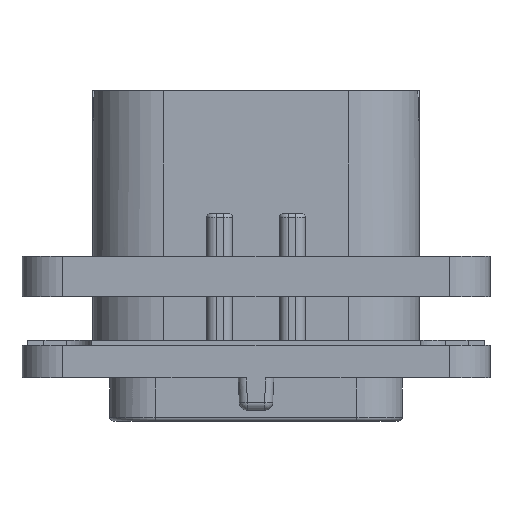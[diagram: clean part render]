
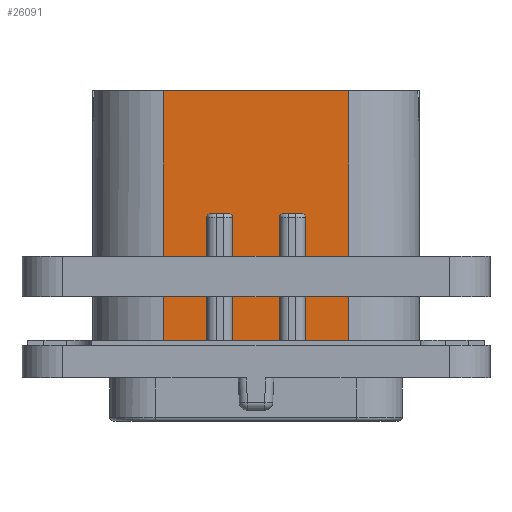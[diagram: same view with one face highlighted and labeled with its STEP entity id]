
A CAD part, front view. The second image highlights one B-rep face of the part: STEP entity #26091.
In plain terms, the highlighted planar face has unit normal (0, -1, 0).
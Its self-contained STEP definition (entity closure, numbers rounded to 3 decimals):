
#1176=DIRECTION('',(1.,0.,0.));
#1177=VECTOR('',#1176,11.4);
#1178=CARTESIAN_POINT('',(-5.7,-9.,17.67));
#1179=LINE('',#1178,#1177);
#5127=DIRECTION('',(1.,0.,0.));
#5128=VECTOR('',#5127,2.66);
#5129=CARTESIAN_POINT('',(-5.7,-9.,2.));
#5130=LINE('',#5129,#5128);
#5139=CARTESIAN_POINT('',(-2.79,-9.,9.87));
#5140=DIRECTION('',(0.,1.,0.));
#5141=DIRECTION('',(-1.,0.,0.));
#5142=AXIS2_PLACEMENT_3D('',#5139,#5140,#5141);
#5171=CARTESIAN_POINT('',(-1.69,-9.,9.87));
#5172=DIRECTION('',(0.,1.,0.));
#5173=DIRECTION('',(0.,0.,1.));
#5174=AXIS2_PLACEMENT_3D('',#5171,#5172,#5173);
#5184=DIRECTION('',(0.,0.,1.));
#5185=VECTOR('',#5184,7.87);
#5186=CARTESIAN_POINT('',(3.04,-9.,2.));
#5187=LINE('',#5186,#5185);
#5188=DIRECTION('',(1.,0.,0.));
#5189=VECTOR('',#5188,1.1);
#5190=CARTESIAN_POINT('',(1.69,-9.,10.12));
#5191=LINE('',#5190,#5189);
#5192=DIRECTION('',(0.,0.,1.));
#5193=VECTOR('',#5192,7.87);
#5194=CARTESIAN_POINT('',(1.44,-9.,2.));
#5195=LINE('',#5194,#5193);
#5196=DIRECTION('',(0.,0.,1.));
#5197=VECTOR('',#5196,7.87);
#5198=CARTESIAN_POINT('',(-1.44,-9.,2.));
#5199=LINE('',#5198,#5197);
#5200=DIRECTION('',(1.,0.,0.));
#5201=VECTOR('',#5200,1.1);
#5202=CARTESIAN_POINT('',(-2.79,-9.,10.12));
#5203=LINE('',#5202,#5201);
#5204=DIRECTION('',(0.,0.,1.));
#5205=VECTOR('',#5204,7.87);
#5206=CARTESIAN_POINT('',(-3.04,-9.,2.));
#5207=LINE('',#5206,#5205);
#5208=DIRECTION('',(0.,0.,-1.));
#5209=VECTOR('',#5208,15.67);
#5210=CARTESIAN_POINT('',(-5.7,-9.,17.67));
#5211=LINE('',#5210,#5209);
#5212=DIRECTION('',(0.,0.,-1.));
#5213=VECTOR('',#5212,15.67);
#5214=CARTESIAN_POINT('',(5.7,-9.,17.67));
#5215=LINE('',#5214,#5213);
#5229=CARTESIAN_POINT('',(2.79,-9.,9.87));
#5230=DIRECTION('',(0.,1.,0.));
#5231=DIRECTION('',(0.,0.,1.));
#5232=AXIS2_PLACEMENT_3D('',#5229,#5230,#5231);
#5271=CARTESIAN_POINT('',(1.69,-9.,9.87));
#5272=DIRECTION('',(0.,1.,0.));
#5273=DIRECTION('',(-1.,0.,0.));
#5274=AXIS2_PLACEMENT_3D('',#5271,#5272,#5273);
#5358=DIRECTION('',(1.,0.,0.));
#5359=VECTOR('',#5358,2.66);
#5360=CARTESIAN_POINT('',(3.04,-9.,2.));
#5361=LINE('',#5360,#5359);
#9295=DIRECTION('',(1.,0.,0.));
#9296=VECTOR('',#9295,2.88);
#9297=CARTESIAN_POINT('',(-1.44,-9.,2.));
#9298=LINE('',#9297,#9296);
#16239=CARTESIAN_POINT('',(-5.7,-9.,17.67));
#16240=CARTESIAN_POINT('',(-5.7,-9.,2.));
#16241=VERTEX_POINT('',#16239);
#16242=VERTEX_POINT('',#16240);
#16243=CARTESIAN_POINT('',(5.7,-9.,17.67));
#16244=CARTESIAN_POINT('',(5.7,-9.,2.));
#16245=VERTEX_POINT('',#16243);
#16246=VERTEX_POINT('',#16244);
#16401=CARTESIAN_POINT('',(-3.04,-9.,2.));
#16402=VERTEX_POINT('',#16401);
#16403=CARTESIAN_POINT('',(-1.44,-9.,2.));
#16404=CARTESIAN_POINT('',(1.44,-9.,2.));
#16405=VERTEX_POINT('',#16403);
#16406=VERTEX_POINT('',#16404);
#16407=CARTESIAN_POINT('',(3.04,-9.,2.));
#16408=VERTEX_POINT('',#16407);
#18880=CARTESIAN_POINT('',(-1.44,-9.,9.87));
#18882=VERTEX_POINT('',#18880);
#18884=CARTESIAN_POINT('',(-1.69,-9.,10.12));
#18886=VERTEX_POINT('',#18884);
#18907=CARTESIAN_POINT('',(-2.79,-9.,10.12));
#18908=VERTEX_POINT('',#18907);
#18909=CARTESIAN_POINT('',(-3.04,-9.,9.87));
#18910=VERTEX_POINT('',#18909);
#18912=CARTESIAN_POINT('',(3.04,-9.,9.87));
#18914=VERTEX_POINT('',#18912);
#18916=CARTESIAN_POINT('',(2.79,-9.,10.12));
#18918=VERTEX_POINT('',#18916);
#18919=CARTESIAN_POINT('',(1.69,-9.,10.12));
#18921=VERTEX_POINT('',#18919);
#18923=CARTESIAN_POINT('',(1.44,-9.,9.87));
#18925=VERTEX_POINT('',#18923);
#26061=CARTESIAN_POINT('',(-10.05,-9.,2.));
#26062=DIRECTION('',(0.,-1.,0.));
#26063=DIRECTION('',(1.,0.,0.));
#26064=AXIS2_PLACEMENT_3D('',#26061,#26062,#26063);
#26065=PLANE('',#26064);
#26067=ORIENTED_EDGE('',*,*,#26066,.T.);
#26069=ORIENTED_EDGE('',*,*,#26068,.F.);
#26071=ORIENTED_EDGE('',*,*,#26070,.F.);
#26073=ORIENTED_EDGE('',*,*,#26072,.F.);
#26075=ORIENTED_EDGE('',*,*,#26074,.F.);
#26077=ORIENTED_EDGE('',*,*,#26076,.F.);
#26078=ORIENTED_EDGE('',*,*,#26052,.T.);
#26079=ORIENTED_EDGE('',*,*,#26041,.F.);
#26080=ORIENTED_EDGE('',*,*,#26026,.F.);
#26081=ORIENTED_EDGE('',*,*,#26007,.F.);
#26082=ORIENTED_EDGE('',*,*,#25992,.F.);
#26083=ORIENTED_EDGE('',*,*,#25977,.F.);
#26084=ORIENTED_EDGE('',*,*,#20414,.F.);
#26085=ORIENTED_EDGE('',*,*,#20599,.T.);
#26086=ORIENTED_EDGE('',*,*,#20859,.T.);
#26088=ORIENTED_EDGE('',*,*,#26087,.F.);
#26089=EDGE_LOOP('',(#26067,#26069,#26071,#26073,#26075,#26077,#26078,#26079,
#26080,#26081,#26082,#26083,#26084,#26085,#26086,#26088));
#26090=FACE_OUTER_BOUND('',#26089,.F.);
#26091=ADVANCED_FACE('',(#26090),#26065,.T.);
#5143=CIRCLE('',#5142,0.25);
#5175=CIRCLE('',#5174,0.25);
#5233=CIRCLE('',#5232,0.25);
#5275=CIRCLE('',#5274,0.25);
#20414=EDGE_CURVE('',#16241,#16242,#5211,.T.);
#20599=EDGE_CURVE('',#16241,#16245,#1179,.T.);
#20859=EDGE_CURVE('',#16245,#16246,#5215,.T.);
#25977=EDGE_CURVE('',#16242,#16402,#5130,.T.);
#25992=EDGE_CURVE('',#16402,#18910,#5207,.T.);
#26007=EDGE_CURVE('',#18910,#18908,#5143,.T.);
#26026=EDGE_CURVE('',#18908,#18886,#5203,.T.);
#26041=EDGE_CURVE('',#18886,#18882,#5175,.T.);
#26052=EDGE_CURVE('',#16405,#18882,#5199,.T.);
#26066=EDGE_CURVE('',#16408,#18914,#5187,.T.);
#26068=EDGE_CURVE('',#18918,#18914,#5233,.T.);
#26070=EDGE_CURVE('',#18921,#18918,#5191,.T.);
#26072=EDGE_CURVE('',#18925,#18921,#5275,.T.);
#26074=EDGE_CURVE('',#16406,#18925,#5195,.T.);
#26076=EDGE_CURVE('',#16405,#16406,#9298,.T.);
#26087=EDGE_CURVE('',#16408,#16246,#5361,.T.);
